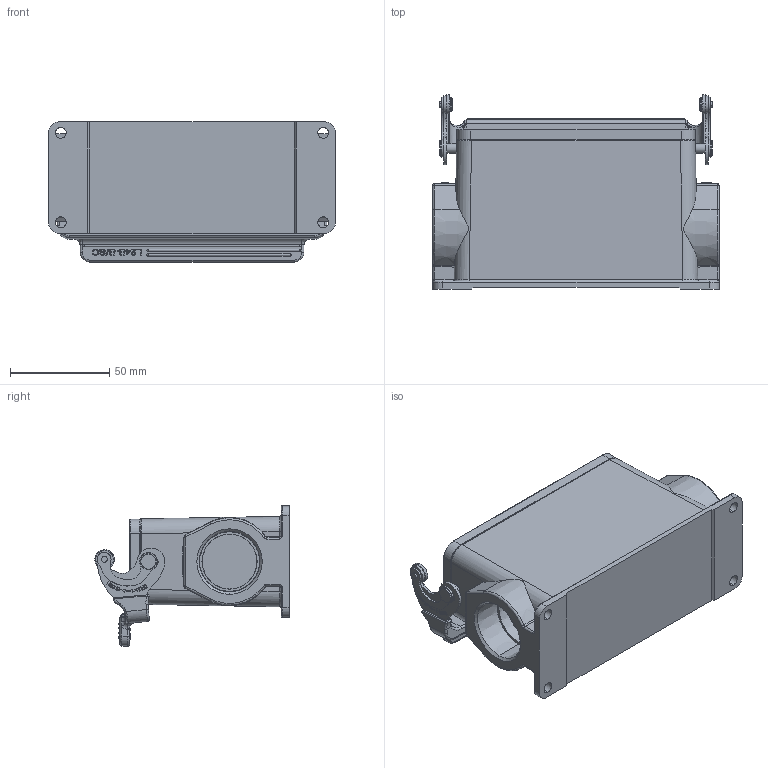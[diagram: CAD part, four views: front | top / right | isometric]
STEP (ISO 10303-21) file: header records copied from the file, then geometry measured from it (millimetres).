
FILE_DESCRIPTION(/* description */ (''),/* implementation_level */ '2;1');
FILE_NAME(/* name */ '3D_1110242215011_H24B-SFH-1L_SC-PG21_V1.1.stp',/* time_stamp */ '2024-02-05T16:24:26+08:00',/* author */ (''),/* organization */ (''),/* preprocessor_version */ 'ST-DEVELOPER v18.1',/* originating_system */ 'SIEMENS PLM Software NX 1980',/* authorisation */ '');
FILE_SCHEMA (('AUTOMOTIVE_DESIGN { 1 0 10303 214 3 1 1 1 }'));
Length unit declared in the file: millimetre
Products named in the file (1): 3D_1110242215011_H24B-SFH-1L_SC-PG21_V1.0_stp
Bounding box: 144 x 97.77 x 70.48 mm (x, y, z)
Volume: 203463.4 mm3; surface area: 82284.6 mm2
Topology: 1 solids, 17 shells, 1237 faces, 3253 edges, 2118 vertices
Faces by surface type: plane 543, cylinder 498, torus 63, cone 42, extrusion 40, bspline 36, sphere 15
Entity records: 44931 total; most frequent: CARTESIAN_POINT 13431, ORIENTED_EDGE 6470, DIRECTION 5071, EDGE_CURVE 3235, VERTEX_POINT 2118, AXIS2_PLACEMENT_3D 1811, VECTOR 1449, LINE 1409
